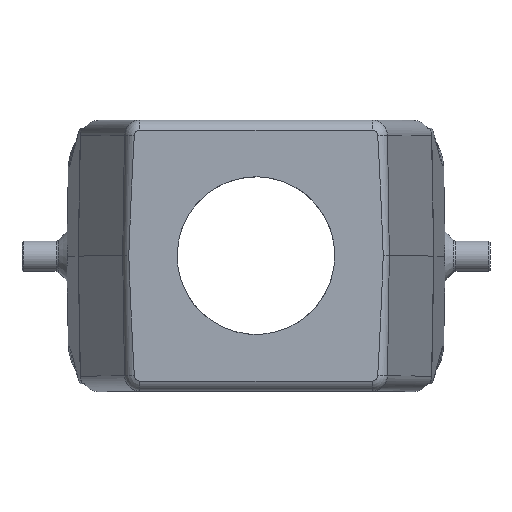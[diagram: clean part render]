
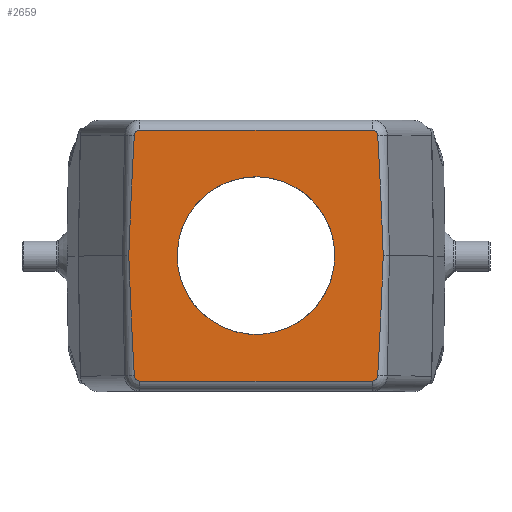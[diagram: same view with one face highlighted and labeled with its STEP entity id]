
A CAD part, top view. The second image highlights one B-rep face of the part: STEP entity #2659.
In plain terms, the highlighted planar face has unit normal (0, 0, 1).
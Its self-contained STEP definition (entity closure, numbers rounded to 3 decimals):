
#879=FACE_BOUND('',#3532,.T.);
#880=FACE_BOUND('',#3533,.T.);
#1037=PLANE('',#8712);
#1155=LINE('',#12090,#1647);
#1159=LINE('',#12123,#1651);
#1647=VECTOR('',#8733,1.);
#1651=VECTOR('',#8771,1.);
#2139=ELLIPSE('',#7983,143.262,2.5);
#2140=ELLIPSE('',#7988,143.262,2.5);
#2141=ELLIPSE('',#7998,143.262,2.5);
#2143=ELLIPSE('',#8003,143.262,2.5);
#2659=ADVANCED_FACE('',(#879,#880),#1037,.T.);
#3532=EDGE_LOOP('',(#5538));
#3533=EDGE_LOOP('',(#5539,#5540,#5541,#5542,#5543,#5544,#5545,#5546,#5547,
#5548));
#5538=ORIENTED_EDGE('',*,*,#7195,.T.);
#5539=ORIENTED_EDGE('',*,*,#6190,.F.);
#5540=ORIENTED_EDGE('',*,*,#6196,.F.);
#5541=ORIENTED_EDGE('',*,*,#6202,.F.);
#5542=ORIENTED_EDGE('',*,*,#6208,.F.);
#5543=ORIENTED_EDGE('',*,*,#6213,.F.);
#5544=ORIENTED_EDGE('',*,*,#6210,.F.);
#5545=ORIENTED_EDGE('',*,*,#6204,.F.);
#5546=ORIENTED_EDGE('',*,*,#6198,.F.);
#5547=ORIENTED_EDGE('',*,*,#6192,.F.);
#5548=ORIENTED_EDGE('',*,*,#6186,.F.);
#5558=VERTEX_POINT('',#12076);
#5560=VERTEX_POINT('',#12079);
#5562=VERTEX_POINT('',#12085);
#5564=VERTEX_POINT('',#12091);
#5566=VERTEX_POINT('',#12097);
#5568=VERTEX_POINT('',#12103);
#5570=VERTEX_POINT('',#12109);
#5572=VERTEX_POINT('',#12115);
#5574=VERTEX_POINT('',#12121);
#5576=VERTEX_POINT('',#12127);
#6184=VERTEX_POINT('',#16590);
#6186=EDGE_CURVE('',#5558,#5560,#7197,.T.);
#6190=EDGE_CURVE('',#5562,#5558,#2139,.T.);
#6192=EDGE_CURVE('',#5560,#5564,#1155,.T.);
#6196=EDGE_CURVE('',#5566,#5562,#2140,.T.);
#6198=EDGE_CURVE('',#5564,#5568,#7202,.T.);
#6202=EDGE_CURVE('',#5570,#5566,#7206,.T.);
#6204=EDGE_CURVE('',#5568,#5572,#2141,.T.);
#6208=EDGE_CURVE('',#5574,#5570,#1159,.T.);
#6210=EDGE_CURVE('',#5572,#5576,#2143,.T.);
#6213=EDGE_CURVE('',#5576,#5574,#7210,.T.);
#7195=EDGE_CURVE('',#6184,#6184,#7485,.T.);
#7197=CIRCLE('',#7978,0.901);
#7202=CIRCLE('',#7990,0.901);
#7206=CIRCLE('',#7995,0.901);
#7210=CIRCLE('',#8006,0.901);
#7485=CIRCLE('',#8711,12.5);
#7978=AXIS2_PLACEMENT_3D('',#12078,#8718,#8719);
#7983=AXIS2_PLACEMENT_3D('',#12087,#8728,#8729);
#7988=AXIS2_PLACEMENT_3D('',#12099,#8741,#8742);
#7990=AXIS2_PLACEMENT_3D('',#12102,#8746,#8747);
#7995=AXIS2_PLACEMENT_3D('',#12111,#8756,#8757);
#7998=AXIS2_PLACEMENT_3D('',#12114,#8762,#8763);
#8003=AXIS2_PLACEMENT_3D('',#12126,#8775,#8776);
#8006=AXIS2_PLACEMENT_3D('',#12132,#8782,#8783);
#8711=AXIS2_PLACEMENT_3D('',#16589,#10676,#10677);
#8712=AXIS2_PLACEMENT_3D('',#16591,#10678,#10679);
#8718=DIRECTION('',(0.,0.,-1.));
#8719=DIRECTION('',(1.,0.,0.));
#8728=DIRECTION('',(0.,0.,-1.));
#8729=DIRECTION('',(-0.015,-1.,0.));
#8733=DIRECTION('',(1.,0.,0.));
#8741=DIRECTION('',(0.,0.,-1.));
#8742=DIRECTION('',(0.015,-1.,0.));
#8746=DIRECTION('',(0.,0.,-1.));
#8747=DIRECTION('',(1.,0.,0.));
#8756=DIRECTION('',(0.,0.,-1.));
#8757=DIRECTION('',(1.,0.,0.));
#8762=DIRECTION('',(0.,0.,-1.));
#8763=DIRECTION('',(0.015,-1.,0.));
#8771=DIRECTION('',(-1.,0.,0.));
#8775=DIRECTION('',(0.,0.,-1.));
#8776=DIRECTION('',(-0.015,-1.,0.));
#8782=DIRECTION('',(0.,0.,-1.));
#8783=DIRECTION('',(1.,0.,0.));
#10676=DIRECTION('',(0.,0.,-1.));
#10677=DIRECTION('',(1.,0.,0.));
#10678=DIRECTION('',(0.,0.,1.));
#10679=DIRECTION('',(1.,0.,0.));
#12076=CARTESIAN_POINT('',(-19.293,19.054,62.35));
#12078=CARTESIAN_POINT('',(-18.394,19.,62.35));
#12079=CARTESIAN_POINT('',(-18.394,19.901,62.35));
#12085=CARTESIAN_POINT('',(-20.173,0.,62.35));
#12087=CARTESIAN_POINT('',(-20.351,-114.602,62.35));
#12090=CARTESIAN_POINT('',(-23.214,19.901,62.35));
#12091=CARTESIAN_POINT('',(18.394,19.901,62.35));
#12097=CARTESIAN_POINT('',(-19.293,-19.054,62.35));
#12099=CARTESIAN_POINT('',(-20.351,114.602,62.35));
#12102=CARTESIAN_POINT('',(18.394,19.,62.35));
#12103=CARTESIAN_POINT('',(19.293,19.054,62.35));
#12109=CARTESIAN_POINT('',(-18.394,-19.901,62.35));
#12111=CARTESIAN_POINT('',(-18.394,-19.,62.35));
#12114=CARTESIAN_POINT('',(20.351,-114.602,62.35));
#12115=CARTESIAN_POINT('',(20.173,0.,62.35));
#12121=CARTESIAN_POINT('',(18.394,-19.901,62.35));
#12123=CARTESIAN_POINT('',(-20.77,-19.901,62.35));
#12126=CARTESIAN_POINT('',(20.351,114.602,62.35));
#12127=CARTESIAN_POINT('',(19.293,-19.054,62.35));
#12132=CARTESIAN_POINT('',(18.394,-19.,62.35));
#16589=CARTESIAN_POINT('',(0.,0.,62.35));
#16590=CARTESIAN_POINT('',(12.5,0.,62.35));
#16591=CARTESIAN_POINT('',(-25.,-24.074,62.35));
